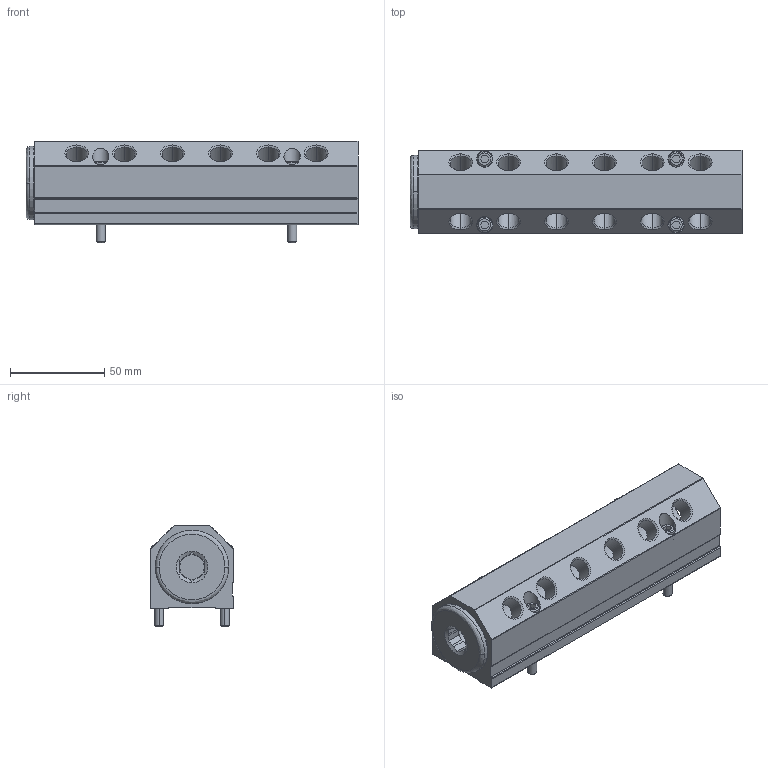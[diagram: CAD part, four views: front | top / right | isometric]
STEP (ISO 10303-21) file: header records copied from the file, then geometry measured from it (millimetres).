
FILE_DESCRIPTION (( 'STEP AP203' ), '1' );
FILE_NAME ('IM3-6-BD-12-1-4-N-B.step', '2024-08-21T11:24:21', ( '' ), ( '' ), 'SwSTEP 2.0', 'SolidWorks 2023', '' );
FILE_SCHEMA (( 'CONFIG_CONTROL_DESIGN' ));
Length unit declared in the file: inch
Products named in the file (1): IM3-6-BD-12-1-4-N-B
Bounding box: 176.15 x 44.45 x 53.98 mm (x, y, z)
Volume: 224152 mm3; surface area: 55702.1 mm2
Topology: 6 solids, 6 shells, 232 faces, 554 edges, 352 vertices
Faces by surface type: cylinder 82, plane 82, cone 56, bspline 12
Entity records: 8711 total; most frequent: CARTESIAN_POINT 3155, DIRECTION 1168, ORIENTED_EDGE 1108, EDGE_CURVE 554, AXIS2_PLACEMENT_3D 449, VERTEX_POINT 352, EDGE_LOOP 284, LINE 270
